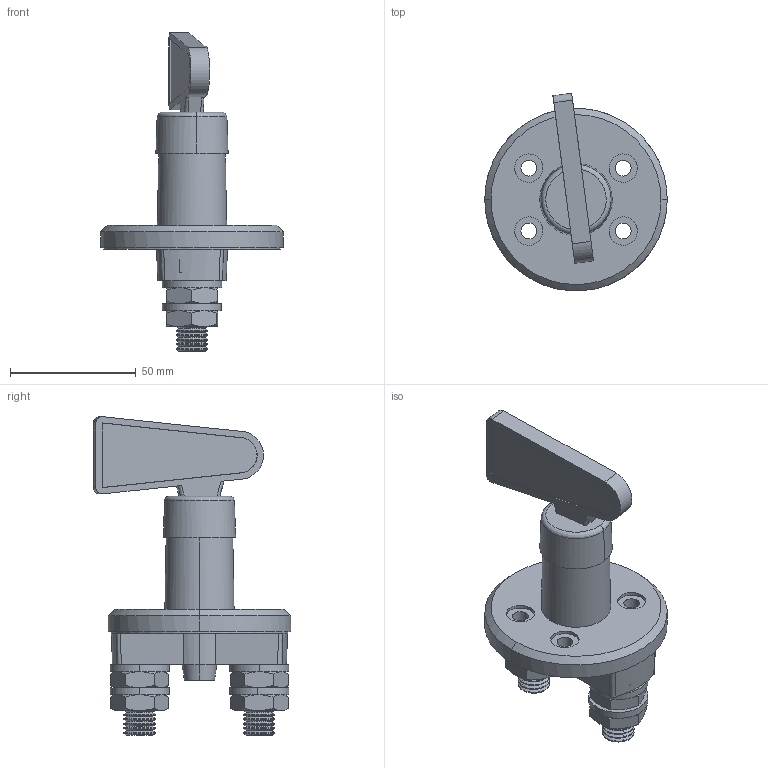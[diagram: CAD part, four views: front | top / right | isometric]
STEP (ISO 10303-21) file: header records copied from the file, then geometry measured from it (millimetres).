
FILE_DESCRIPTION(('FreeCAD Model'),'2;1');
FILE_NAME('Open CASCADE Shape Model','2025-05-04T20:32:08',('FreeCAD'),( 'FreeCAD'),'Open CASCADE STEP processor 7.6','FreeCAD','Unknown');
FILE_SCHEMA(('AUTOMOTIVE_DESIGN { 1 0 10303 214 1 1 1 1 }'));
Length unit declared in the file: millimetre
Products named in the file (1): Open CASCADE STEP translator 7.6 1
Bounding box: 72.67 x 78.49 x 126.9 mm (x, y, z)
Volume: 119982.5 mm3; surface area: 42249.4 mm2
Topology: 12 solids, 12 shells, 494 faces, 1179 edges, 732 vertices
Faces by surface type: bspline 494
Entity records: 15516 total; most frequent: CARTESIAN_POINT 8963, ORIENTED_EDGE 2358, EDGE_CURVE 1179, VERTEX_POINT 732, B_SPLINE_CURVE_WITH_KNOTS 563, FACE_BOUND 541, EDGE_LOOP 541, ADVANCED_FACE 494
